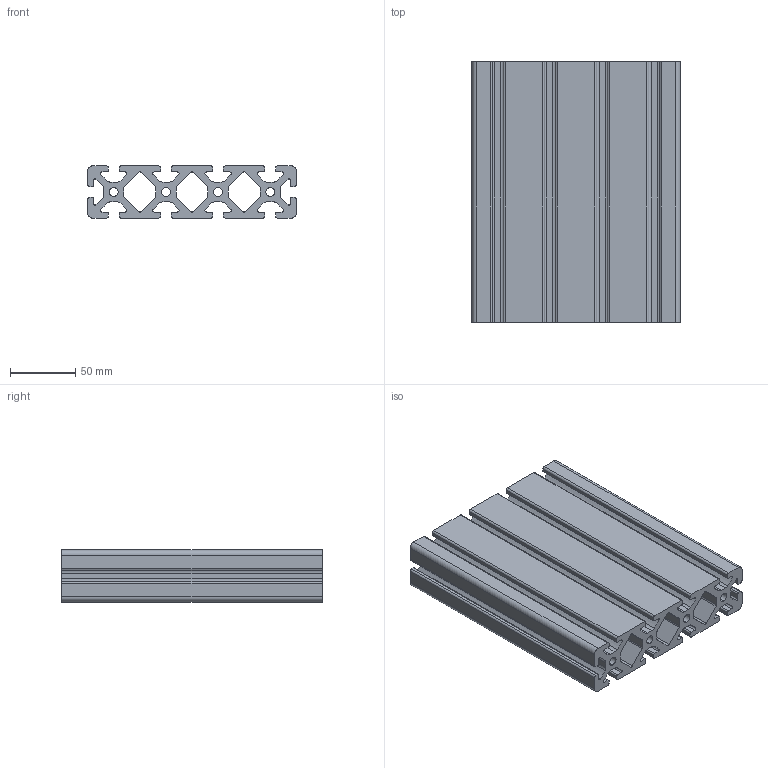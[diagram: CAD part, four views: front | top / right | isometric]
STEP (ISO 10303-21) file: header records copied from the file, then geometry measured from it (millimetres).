
FILE_DESCRIPTION (( 'STEP AP203' ), '1' );
FILE_NAME ('281160911_c_1.STEP', '2022-10-27T01:17:48', ( '' ), ( '' ), 'SwSTEP 2.0', 'SolidWorks 2014', '' );
FILE_SCHEMA (( 'CONFIG_CONTROL_DESIGN' ));
Length unit declared in the file: millimetre
Products named in the file (1): 281160911_c_1
Bounding box: 160 x 200 x 40 mm (x, y, z)
Volume: 638537.1 mm3; surface area: 228107.9 mm2
Topology: 1 solids, 1 shells, 219 faces, 651 edges, 434 vertices
Faces by surface type: cylinder 135, plane 84
Entity records: 7560 total; most frequent: DIRECTION 1361, CARTESIAN_POINT 1305, ORIENTED_EDGE 1302, EDGE_CURVE 651, AXIS2_PLACEMENT_3D 490, VERTEX_POINT 434, LINE 381, VECTOR 381
